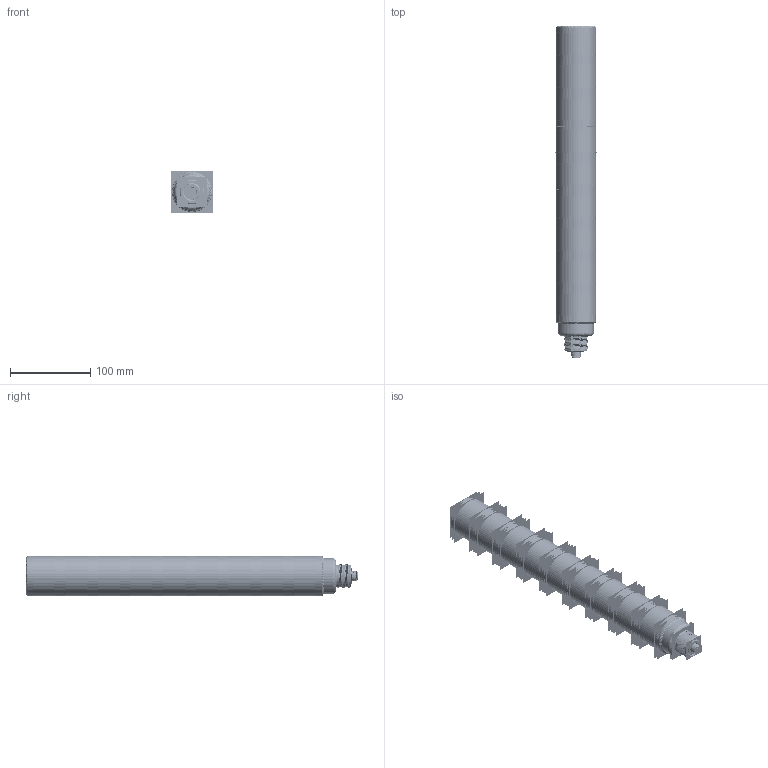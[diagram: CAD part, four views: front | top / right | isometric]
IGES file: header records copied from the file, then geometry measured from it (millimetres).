
Start section:  PTC IGES file: 205822.igs
Global section: file name: 205822.igs; native system: Creo Parametric by PTC Inc.; preprocessor: 2016260; author: pdmadmin; organization: Unknown; date: 20180427.130058; units: millimetre
Bounding box: 52 x 414.23 x 52 mm (x, y, z)
Volume: 226494.4 mm3; surface area: 1835881.8 mm2
Topology: 21 solids, 21 shells, 5872 faces, 29534 edges, 36849 vertices
Faces by surface type: bspline 3618, revolution 2254
